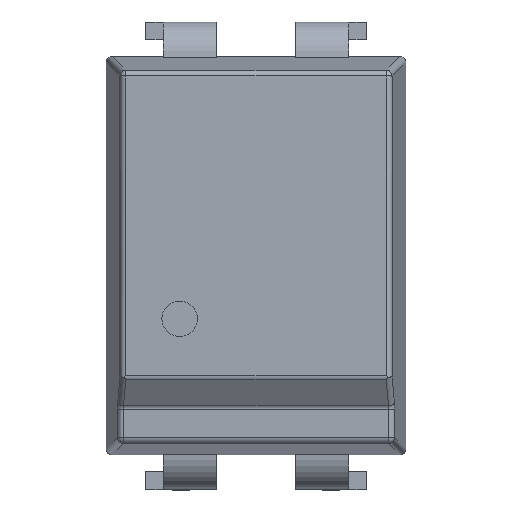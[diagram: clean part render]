
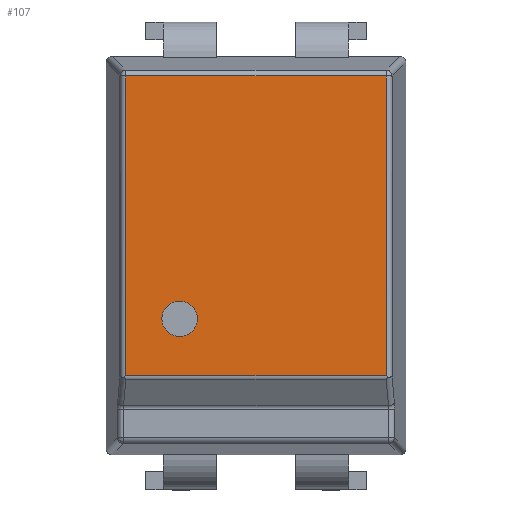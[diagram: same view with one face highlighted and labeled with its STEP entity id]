
A CAD part, top view. The second image highlights one B-rep face of the part: STEP entity #107.
In plain terms, the highlighted planar face has unit normal (0, 0, 1).
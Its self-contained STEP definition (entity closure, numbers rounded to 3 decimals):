
#107=ADVANCED_FACE('',(#1344,#1346),#1348,.T.);
#1344=FACE_BOUND('',#1345,.T.);
#1345=EDGE_LOOP('',(#2399,#2400,#2401,#2402));
#1346=FACE_BOUND('',#1347,.T.);
#1347=EDGE_LOOP('',(#2403));
#1348=PLANE('',#1349);
#1349=AXIS2_PLACEMENT_3D('',#1350,#1351,#1352);
#1350=CARTESIAN_POINT('',(0.,0.,4.8));
#1351=DIRECTION('',(0.,0.,1.));
#1352=DIRECTION('',(1.,0.,0.));
#2399=ORIENTED_EDGE('',*,*,#2997,.T.);
#2400=ORIENTED_EDGE('',*,*,#2998,.T.);
#2401=ORIENTED_EDGE('',*,*,#2999,.T.);
#2402=ORIENTED_EDGE('',*,*,#3000,.T.);
#2403=ORIENTED_EDGE('',*,*,#2996,.F.);
#2996=EDGE_CURVE('',#3295,#3295,#3296,.T.);
#2997=EDGE_CURVE('',#3297,#3298,#3299,.T.);
#2998=EDGE_CURVE('',#3298,#3300,#3301,.T.);
#2999=EDGE_CURVE('',#3300,#3302,#3303,.T.);
#3000=EDGE_CURVE('',#3302,#3297,#3304,.F.);
#3295=VERTEX_POINT('',#3771);
#3296=CIRCLE('',#3772,0.3);
#3297=VERTEX_POINT('',#3776);
#3298=VERTEX_POINT('',#3777);
#3299=LINE('',#3778,#3779);
#3300=VERTEX_POINT('',#3781);
#3301=LINE('',#3782,#3783);
#3302=VERTEX_POINT('',#3785);
#3303=LINE('',#3786,#3787);
#3304=LINE('',#3789,#3790);
#3771=CARTESIAN_POINT('',(0.276,2.737,4.8));
#3772=AXIS2_PLACEMENT_3D('',#3773,#3774,#3775);
#3773=CARTESIAN_POINT('',(-0.024,2.737,4.8));
#3774=DIRECTION('',(0.,0.,1.));
#3775=DIRECTION('',(1.,0.,0.));
#3776=CARTESIAN_POINT('',(3.476,1.769,4.8));
#3777=CARTESIAN_POINT('',(3.476,6.851,4.8));
#3778=CARTESIAN_POINT('',(3.476,1.769,4.8));
#3779=VECTOR('',#3780,1.);
#3780=DIRECTION('',(0.,1.,0.));
#3781=CARTESIAN_POINT('',(-0.936,6.851,4.8));
#3782=CARTESIAN_POINT('',(3.476,6.851,4.8));
#3783=VECTOR('',#3784,1.);
#3784=DIRECTION('',(-1.,0.,0.));
#3785=CARTESIAN_POINT('',(-0.936,1.769,4.8));
#3786=CARTESIAN_POINT('',(-0.936,6.851,4.8));
#3787=VECTOR('',#3788,1.);
#3788=DIRECTION('',(0.,-1.,0.));
#3789=CARTESIAN_POINT('',(3.476,1.769,4.8));
#3790=VECTOR('',#3791,1.);
#3791=DIRECTION('',(-1.,0.,0.));
